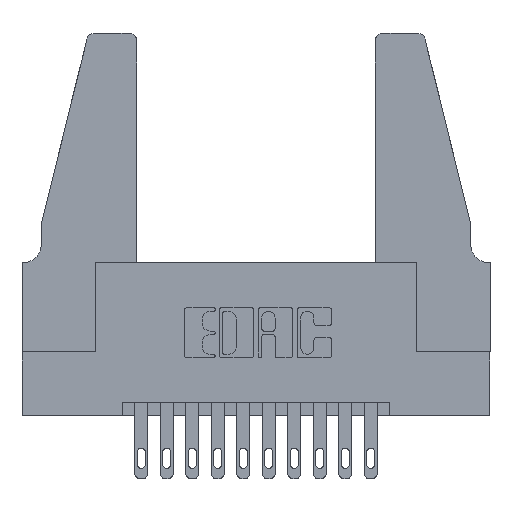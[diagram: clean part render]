
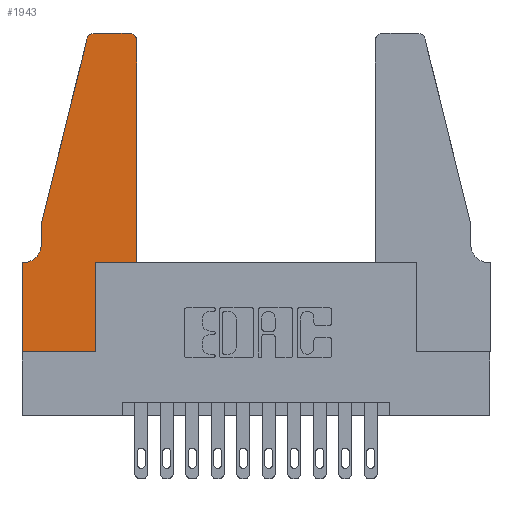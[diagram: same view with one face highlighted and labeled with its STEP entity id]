
A CAD part, top view. The second image highlights one B-rep face of the part: STEP entity #1943.
In plain terms, the highlighted planar face has unit normal (0, 0, 1).
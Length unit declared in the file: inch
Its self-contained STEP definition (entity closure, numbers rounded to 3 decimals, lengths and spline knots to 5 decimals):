
#51 = ORIENTED_EDGE ( 'NONE', *, *, #1602, .T. ) ;
#149 = AXIS2_PLACEMENT_3D ( 'NONE', #4823, #2647, #13583 ) ;
#247 = ORIENTED_EDGE ( 'NONE', *, *, #10244, .T. ) ;
#487 = DIRECTION ( 'NONE',  ( 0., 1., 0. ) ) ;
#525 = VERTEX_POINT ( 'NONE', #3216 ) ;
#628 = CARTESIAN_POINT ( 'NONE',  ( 0.0055, 0.35, 0.37 ) ) ;
#751 = CARTESIAN_POINT ( 'NONE',  ( 0.4205, 1.25, 0.37 ) ) ;
#995 = CARTESIAN_POINT ( 'NONE',  ( 0.0755, 0.35, 0.37 ) ) ;
#1005 = CARTESIAN_POINT ( 'NONE',  ( 0., 0., 0.37 ) ) ;
#1183 = VERTEX_POINT ( 'NONE', #1440 ) ;
#1199 = DIRECTION ( 'NONE',  ( -1., 0., 0. ) ) ;
#1246 = DIRECTION ( 'NONE',  ( 0., 0., -1. ) ) ;
#1440 = CARTESIAN_POINT ( 'NONE',  ( 0.0755, 0.5, 0.37 ) ) ;
#1526 = DIRECTION ( 'NONE',  ( 0., 0., 1. ) ) ;
#1600 = VERTEX_POINT ( 'NONE', #4949 ) ;
#1602 = EDGE_CURVE ( 'NONE', #525, #7013, #13174, .T. ) ;
#1694 = DIRECTION ( 'NONE',  ( -0.239, -0.971, 0. ) ) ;
#1872 = AXIS2_PLACEMENT_3D ( 'NONE', #9331, #1526, #5017 ) ;
#1943 = ADVANCED_FACE ( 'NONE', ( #9540 ), #9998, .T. ) ;
#2131 = EDGE_CURVE ( 'NONE', #6176, #2349, #14014, .T. ) ;
#2305 = EDGE_CURVE ( 'NONE', #1600, #12875, #13495, .T. ) ;
#2349 = VERTEX_POINT ( 'NONE', #9989 ) ;
#2393 = CARTESIAN_POINT ( 'NONE',  ( 0., 0., 0.37 ) ) ;
#2598 = EDGE_CURVE ( 'NONE', #1183, #7809, #13668, .T. ) ;
#2647 = DIRECTION ( 'NONE',  ( 0., 0., 1. ) ) ;
#2725 = VECTOR ( 'NONE', #6405, 39.37008 ) ;
#2828 = EDGE_CURVE ( 'NONE', #2349, #1183, #12287, .T. ) ;
#2858 = ORIENTED_EDGE ( 'NONE', *, *, #9294, .T. ) ;
#2931 = CARTESIAN_POINT ( 'NONE',  ( 0.2865, 0., 0.37 ) ) ;
#3216 = CARTESIAN_POINT ( 'NONE',  ( 0.4505, 0.35, 0.37 ) ) ;
#3236 = EDGE_CURVE ( 'NONE', #7013, #5478, #6451, .T. ) ;
#3383 = CARTESIAN_POINT ( 'NONE',  ( 0., 0., 0.37 ) ) ;
#3595 = CARTESIAN_POINT ( 'NONE',  ( 0.0055, 0.42, 0.37 ) ) ;
#3681 = EDGE_CURVE ( 'NONE', #10861, #525, #10865, .T. ) ;
#3777 = CIRCLE ( 'NONE', #5809, 0.07 ) ;
#3816 = CARTESIAN_POINT ( 'NONE',  ( 0.4505, 1.22, 0.37 ) ) ;
#4266 = DIRECTION ( 'NONE',  ( 1., 0., 0. ) ) ;
#4499 = DIRECTION ( 'NONE',  ( 1., 0., 0. ) ) ;
#4531 = VECTOR ( 'NONE', #6780, 39.37008 ) ;
#4823 = CARTESIAN_POINT ( 'NONE',  ( 0.4205, 1.22, 0.37 ) ) ;
#4949 = CARTESIAN_POINT ( 'NONE',  ( 0., 0.35, 0.37 ) ) ;
#5017 = DIRECTION ( 'NONE',  ( 1., 0., 0. ) ) ;
#5074 = VECTOR ( 'NONE', #7249, 39.37008 ) ;
#5142 = CARTESIAN_POINT ( 'NONE',  ( 0.0755, 0.42, 0.37 ) ) ;
#5429 = EDGE_LOOP ( 'NONE', ( #9334, #13423, #12586, #9456, #5644, #247, #9780, #13099, #2858, #7400, #51, #12447 ) ) ;
#5478 = VERTEX_POINT ( 'NONE', #751 ) ;
#5644 = ORIENTED_EDGE ( 'NONE', *, *, #12040, .T. ) ;
#5809 = AXIS2_PLACEMENT_3D ( 'NONE', #3595, #1246, #1199 ) ;
#5891 = CARTESIAN_POINT ( 'NONE',  ( 0.2865, 0.35, 0.37 ) ) ;
#6176 = VERTEX_POINT ( 'NONE', #8533 ) ;
#6290 = CARTESIAN_POINT ( 'NONE',  ( 0.0755, 0.5, 0.37 ) ) ;
#6405 = DIRECTION ( 'NONE',  ( -1., 0., 0. ) ) ;
#6451 = CIRCLE ( 'NONE', #149, 0.03 ) ;
#6456 = VECTOR ( 'NONE', #8348, 39.37008 ) ;
#6470 = LINE ( 'NONE', #995, #9017 ) ;
#6780 = DIRECTION ( 'NONE',  ( 0., -1., 0. ) ) ;
#6931 = CARTESIAN_POINT ( 'NONE',  ( 0.2865, 0.35, 0.37 ) ) ;
#7013 = VERTEX_POINT ( 'NONE', #3816 ) ;
#7243 = LINE ( 'NONE', #12953, #2725 ) ;
#7249 = DIRECTION ( 'NONE',  ( 0., 1., 0. ) ) ;
#7400 = ORIENTED_EDGE ( 'NONE', *, *, #3681, .T. ) ;
#7757 = CARTESIAN_POINT ( 'NONE',  ( 0.4505, 0.35, 0.37 ) ) ;
#7809 = VERTEX_POINT ( 'NONE', #5142 ) ;
#7846 = DIRECTION ( 'NONE',  ( 0., -1., 0. ) ) ;
#8348 = DIRECTION ( 'NONE',  ( 1., 0., 0. ) ) ;
#8391 = CARTESIAN_POINT ( 'NONE',  ( 0.4505, 0.35, 0.37 ) ) ;
#8533 = CARTESIAN_POINT ( 'NONE',  ( 0.284, 1.25, 0.37 ) ) ;
#8706 = LINE ( 'NONE', #5891, #13165 ) ;
#8945 = DIRECTION ( 'NONE',  ( 0., 0., 1. ) ) ;
#9017 = VECTOR ( 'NONE', #14160, 39.37008 ) ;
#9294 = EDGE_CURVE ( 'NONE', #11788, #10861, #8706, .T. ) ;
#9331 = CARTESIAN_POINT ( 'NONE',  ( 0.284, 1.22, 0.37 ) ) ;
#9334 = ORIENTED_EDGE ( 'NONE', *, *, #13823, .T. ) ;
#9456 = ORIENTED_EDGE ( 'NONE', *, *, #2598, .T. ) ;
#9540 = FACE_OUTER_BOUND ( 'NONE', #5429, .T. ) ;
#9780 = ORIENTED_EDGE ( 'NONE', *, *, #2305, .T. ) ;
#9906 = CARTESIAN_POINT ( 'NONE',  ( 0., 0.35, 0.37 ) ) ;
#9989 = CARTESIAN_POINT ( 'NONE',  ( 0.25487, 1.22718, 0.37 ) ) ;
#9998 = PLANE ( 'NONE',  #11580 ) ;
#10244 = EDGE_CURVE ( 'NONE', #10922, #1600, #6470, .T. ) ;
#10704 = LINE ( 'NONE', #2393, #6456 ) ;
#10714 = EDGE_CURVE ( 'NONE', #12875, #11788, #10704, .T. ) ;
#10861 = VERTEX_POINT ( 'NONE', #6931 ) ;
#10865 = LINE ( 'NONE', #7757, #12601 ) ;
#10922 = VERTEX_POINT ( 'NONE', #628 ) ;
#11580 = AXIS2_PLACEMENT_3D ( 'NONE', #9906, #8945, #4499 ) ;
#11597 = VECTOR ( 'NONE', #1694, 39.37008 ) ;
#11780 = VECTOR ( 'NONE', #7846, 39.37008 ) ;
#11788 = VERTEX_POINT ( 'NONE', #2931 ) ;
#12040 = EDGE_CURVE ( 'NONE', #7809, #10922, #3777, .T. ) ;
#12287 = LINE ( 'NONE', #6290, #11597 ) ;
#12447 = ORIENTED_EDGE ( 'NONE', *, *, #3236, .T. ) ;
#12586 = ORIENTED_EDGE ( 'NONE', *, *, #2828, .T. ) ;
#12601 = VECTOR ( 'NONE', #4266, 39.37008 ) ;
#12875 = VERTEX_POINT ( 'NONE', #1005 ) ;
#12953 = CARTESIAN_POINT ( 'NONE',  ( 0.2605, 1.25, 0.37 ) ) ;
#13099 = ORIENTED_EDGE ( 'NONE', *, *, #10714, .T. ) ;
#13165 = VECTOR ( 'NONE', #487, 39.37008 ) ;
#13174 = LINE ( 'NONE', #8391, #5074 ) ;
#13217 = CARTESIAN_POINT ( 'NONE',  ( 0.0755, 0.5, 0.37 ) ) ;
#13423 = ORIENTED_EDGE ( 'NONE', *, *, #2131, .T. ) ;
#13495 = LINE ( 'NONE', #3383, #4531 ) ;
#13583 = DIRECTION ( 'NONE',  ( 1., 0., 0. ) ) ;
#13668 = LINE ( 'NONE', #13217, #11780 ) ;
#13823 = EDGE_CURVE ( 'NONE', #5478, #6176, #7243, .T. ) ;
#14014 = CIRCLE ( 'NONE', #1872, 0.03 ) ;
#14160 = DIRECTION ( 'NONE',  ( -1., 0., 0. ) ) ;
